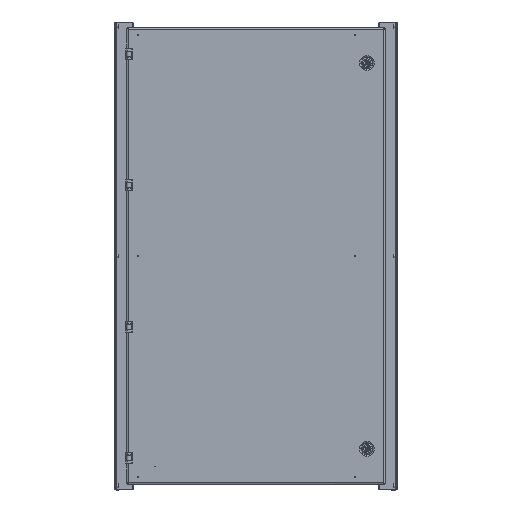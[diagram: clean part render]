
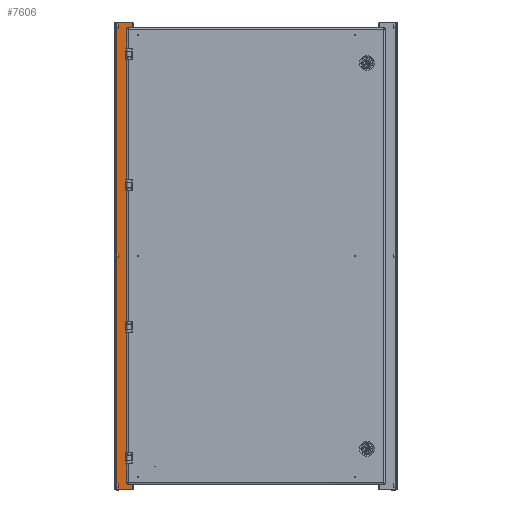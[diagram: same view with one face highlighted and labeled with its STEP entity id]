
A CAD part, top view. The second image highlights one B-rep face of the part: STEP entity #7606.
In plain terms, the highlighted face is planar.
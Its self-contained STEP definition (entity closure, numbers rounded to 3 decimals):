
#240 = CARTESIAN_POINT ( 'NONE',  ( -23.121, 661., 0. ) ) ;
#452 = AXIS2_PLACEMENT_3D ( 'NONE', #8634, #5745, #2391 ) ;
#584 = ORIENTED_EDGE ( 'NONE', *, *, #5184, .T. ) ;
#832 = VERTEX_POINT ( 'NONE', #13644 ) ;
#1025 = VERTEX_POINT ( 'NONE', #3528 ) ;
#1287 = ORIENTED_EDGE ( 'NONE', *, *, #1843, .F. ) ;
#1457 = FACE_BOUND ( 'NONE', #3679, .T. ) ;
#1636 = VECTOR ( 'NONE', #16397, 1000. ) ;
#1773 = DIRECTION ( 'NONE',  ( 1., 0., 0. ) ) ;
#1835 = LINE ( 'NONE', #16614, #19174 ) ;
#1843 = EDGE_CURVE ( 'NONE', #17512, #832, #3170, .T. ) ;
#1900 = CIRCLE ( 'NONE', #8537, 3.5 ) ;
#2191 = LINE ( 'NONE', #7425, #6857 ) ;
#2391 = DIRECTION ( 'NONE',  ( 1., 0., 0. ) ) ;
#2628 = AXIS2_PLACEMENT_3D ( 'NONE', #17228, #14218, #15796 ) ;
#3123 = VERTEX_POINT ( 'NONE', #4958 ) ;
#3170 = CIRCLE ( 'NONE', #5548, 3.5 ) ;
#3219 = CARTESIAN_POINT ( 'NONE',  ( 10.5, 570., 0. ) ) ;
#3302 = VERTEX_POINT ( 'NONE', #11415 ) ;
#3528 = CARTESIAN_POINT ( 'NONE',  ( 17.5, -200., 0. ) ) ;
#3679 = EDGE_LOOP ( 'NONE', ( #4321, #584 ) ) ;
#3953 = AXIS2_PLACEMENT_3D ( 'NONE', #15237, #13798, #12287 ) ;
#4208 = CARTESIAN_POINT ( 'NONE',  ( 23.121, -661., 0. ) ) ;
#4321 = ORIENTED_EDGE ( 'NONE', *, *, #7767, .T. ) ;
#4728 = VERTEX_POINT ( 'NONE', #5842 ) ;
#4872 = VERTEX_POINT ( 'NONE', #19091 ) ;
#4958 = CARTESIAN_POINT ( 'NONE',  ( 10.5, -200., 0. ) ) ;
#5184 = EDGE_CURVE ( 'NONE', #4728, #5974, #14788, .T. ) ;
#5548 = AXIS2_PLACEMENT_3D ( 'NONE', #6713, #8277, #1773 ) ;
#5604 = FACE_BOUND ( 'NONE', #14313, .T. ) ;
#5745 = DIRECTION ( 'NONE',  ( 0., 0., 1. ) ) ;
#5842 = CARTESIAN_POINT ( 'NONE',  ( 10.5, 200., 0. ) ) ;
#5974 = VERTEX_POINT ( 'NONE', #11840 ) ;
#6020 = DIRECTION ( 'NONE',  ( 0., 0., 1. ) ) ;
#6309 = DIRECTION ( 'NONE',  ( 0., 0., 1. ) ) ;
#6568 = AXIS2_PLACEMENT_3D ( 'NONE', #19865, #12087, #8970 ) ;
#6713 = CARTESIAN_POINT ( 'NONE',  ( 14., -570., 0. ) ) ;
#6857 = VECTOR ( 'NONE', #13638, 1000. ) ;
#6904 = ORIENTED_EDGE ( 'NONE', *, *, #19211, .T. ) ;
#6992 = PLANE ( 'NONE',  #6568 ) ;
#7190 = ORIENTED_EDGE ( 'NONE', *, *, #19579, .T. ) ;
#7253 = LINE ( 'NONE', #11395, #1636 ) ;
#7425 = CARTESIAN_POINT ( 'NONE',  ( -26.5, 661., 0. ) ) ;
#7511 = CARTESIAN_POINT ( 'NONE',  ( 10.5, -570., 0. ) ) ;
#7606 = ADVANCED_FACE ( 'NONE', ( #5604, #19290, #1457, #17599, #14899 ), #6992, .T. ) ;
#7767 = EDGE_CURVE ( 'NONE', #5974, #4728, #7799, .T. ) ;
#7770 = VECTOR ( 'NONE', #13427, 1000. ) ;
#7799 = CIRCLE ( 'NONE', #17307, 3.5 ) ;
#8232 = EDGE_LOOP ( 'NONE', ( #9087, #15857, #12429, #16177 ) ) ;
#8277 = DIRECTION ( 'NONE',  ( 0., 0., -1. ) ) ;
#8364 = DIRECTION ( 'NONE',  ( 0., 0., -1. ) ) ;
#8407 = CARTESIAN_POINT ( 'NONE',  ( 23.121, 661., 0. ) ) ;
#8430 = DIRECTION ( 'NONE',  ( 1., 0., 0. ) ) ;
#8537 = AXIS2_PLACEMENT_3D ( 'NONE', #12541, #10903, #9293 ) ;
#8634 = CARTESIAN_POINT ( 'NONE',  ( 14., 570., 0. ) ) ;
#8845 = ORIENTED_EDGE ( 'NONE', *, *, #19302, .F. ) ;
#8970 = DIRECTION ( 'NONE',  ( -1., 0., 0. ) ) ;
#9087 = ORIENTED_EDGE ( 'NONE', *, *, #14901, .F. ) ;
#9293 = DIRECTION ( 'NONE',  ( 1., 0., 0. ) ) ;
#9798 = CARTESIAN_POINT ( 'NONE',  ( 14., -200., 0. ) ) ;
#9997 = VERTEX_POINT ( 'NONE', #8407 ) ;
#10005 = VERTEX_POINT ( 'NONE', #16271 ) ;
#10072 = EDGE_CURVE ( 'NONE', #18993, #3302, #7253, .T. ) ;
#10195 = EDGE_CURVE ( 'NONE', #4872, #9997, #11896, .T. ) ;
#10730 = DIRECTION ( 'NONE',  ( 1., 0., 0. ) ) ;
#10903 = DIRECTION ( 'NONE',  ( 0., 0., -1. ) ) ;
#10997 = CARTESIAN_POINT ( 'NONE',  ( 14., 200., 0. ) ) ;
#11230 = VERTEX_POINT ( 'NONE', #3219 ) ;
#11356 = AXIS2_PLACEMENT_3D ( 'NONE', #16611, #6020, #10730 ) ;
#11380 = EDGE_CURVE ( 'NONE', #1025, #3123, #15521, .T. ) ;
#11395 = CARTESIAN_POINT ( 'NONE',  ( -23.121, 661., 0. ) ) ;
#11415 = CARTESIAN_POINT ( 'NONE',  ( -23.121, -661., 0. ) ) ;
#11593 = EDGE_CURVE ( 'NONE', #3302, #4872, #1835, .T. ) ;
#11840 = CARTESIAN_POINT ( 'NONE',  ( 17.5, 200., 0. ) ) ;
#11896 = LINE ( 'NONE', #4208, #7770 ) ;
#12087 = DIRECTION ( 'NONE',  ( 0., 0., -1. ) ) ;
#12287 = DIRECTION ( 'NONE',  ( 1., 0., 0. ) ) ;
#12429 = ORIENTED_EDGE ( 'NONE', *, *, #11593, .F. ) ;
#12541 = CARTESIAN_POINT ( 'NONE',  ( 14., -200., 0. ) ) ;
#13427 = DIRECTION ( 'NONE',  ( 0., 1., 0. ) ) ;
#13510 = CIRCLE ( 'NONE', #452, 3.5 ) ;
#13638 = DIRECTION ( 'NONE',  ( -1., 0., 0. ) ) ;
#13644 = CARTESIAN_POINT ( 'NONE',  ( 17.5, -570., 0. ) ) ;
#13761 = CIRCLE ( 'NONE', #2628, 3.5 ) ;
#13798 = DIRECTION ( 'NONE',  ( 0., 0., -1. ) ) ;
#14023 = DIRECTION ( 'NONE',  ( 1., 0., 0. ) ) ;
#14218 = DIRECTION ( 'NONE',  ( 0., 0., 1. ) ) ;
#14313 = EDGE_LOOP ( 'NONE', ( #17870, #18001 ) ) ;
#14331 = AXIS2_PLACEMENT_3D ( 'NONE', #9798, #8364, #8430 ) ;
#14788 = CIRCLE ( 'NONE', #11356, 3.5 ) ;
#14899 = FACE_OUTER_BOUND ( 'NONE', #8232, .T. ) ;
#14901 = EDGE_CURVE ( 'NONE', #9997, #18993, #2191, .T. ) ;
#15093 = DIRECTION ( 'NONE',  ( 1., 0., 0. ) ) ;
#15206 = EDGE_LOOP ( 'NONE', ( #6904, #7190 ) ) ;
#15237 = CARTESIAN_POINT ( 'NONE',  ( 14., -570., 0. ) ) ;
#15521 = CIRCLE ( 'NONE', #14331, 3.5 ) ;
#15796 = DIRECTION ( 'NONE',  ( 1., 0., 0. ) ) ;
#15857 = ORIENTED_EDGE ( 'NONE', *, *, #10195, .F. ) ;
#16177 = ORIENTED_EDGE ( 'NONE', *, *, #10072, .F. ) ;
#16271 = CARTESIAN_POINT ( 'NONE',  ( 17.5, 570., 0. ) ) ;
#16397 = DIRECTION ( 'NONE',  ( 0., -1., 0. ) ) ;
#16460 = EDGE_CURVE ( 'NONE', #3123, #1025, #1900, .T. ) ;
#16611 = CARTESIAN_POINT ( 'NONE',  ( 14., 200., 0. ) ) ;
#16614 = CARTESIAN_POINT ( 'NONE',  ( -26.5, -661., 0. ) ) ;
#17228 = CARTESIAN_POINT ( 'NONE',  ( 14., 570., 0. ) ) ;
#17307 = AXIS2_PLACEMENT_3D ( 'NONE', #10997, #6309, #14023 ) ;
#17512 = VERTEX_POINT ( 'NONE', #7511 ) ;
#17599 = FACE_BOUND ( 'NONE', #15206, .T. ) ;
#17870 = ORIENTED_EDGE ( 'NONE', *, *, #11380, .F. ) ;
#17990 = EDGE_LOOP ( 'NONE', ( #8845, #1287 ) ) ;
#18001 = ORIENTED_EDGE ( 'NONE', *, *, #16460, .F. ) ;
#18993 = VERTEX_POINT ( 'NONE', #240 ) ;
#19091 = CARTESIAN_POINT ( 'NONE',  ( 23.121, -661., 0. ) ) ;
#19174 = VECTOR ( 'NONE', #15093, 1000. ) ;
#19211 = EDGE_CURVE ( 'NONE', #10005, #11230, #13510, .T. ) ;
#19290 = FACE_BOUND ( 'NONE', #17990, .T. ) ;
#19302 = EDGE_CURVE ( 'NONE', #832, #17512, #19619, .T. ) ;
#19579 = EDGE_CURVE ( 'NONE', #11230, #10005, #13761, .T. ) ;
#19619 = CIRCLE ( 'NONE', #3953, 3.5 ) ;
#19865 = CARTESIAN_POINT ( 'NONE',  ( 26.5, 661., 0. ) ) ;
